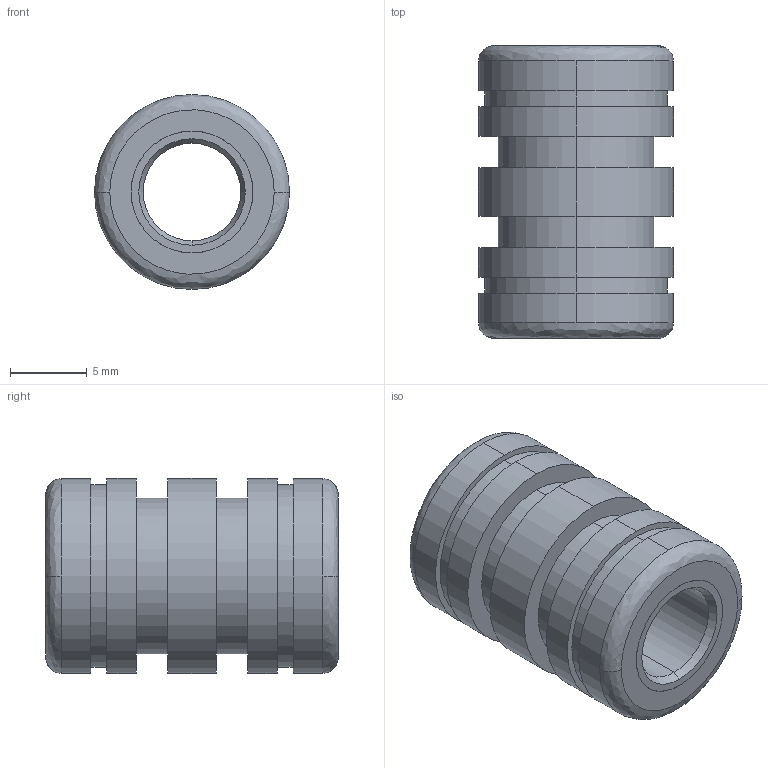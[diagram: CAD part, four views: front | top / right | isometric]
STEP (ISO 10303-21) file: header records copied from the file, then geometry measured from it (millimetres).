
FILE_DESCRIPTION (( 'STEP AP214' ), '1' );
FILE_NAME ('A-RJZI-01-04.step', '2017-11-29T20:24:42', ( '' ), ( '' ), 'SwSTEP 2.0', 'SolidWorks 2017', '' );
FILE_SCHEMA (( 'AUTOMOTIVE_DESIGN' ));
Length unit declared in the file: inch
Products named in the file (1): A-RJZI-01-04
Bounding box: 12.7 x 19.05 x 12.7 mm (x, y, z)
Volume: 1568.3 mm3; surface area: 2472.5 mm2
Topology: 3 solids, 3 shells, 54 faces, 112 edges, 72 vertices
Faces by surface type: cylinder 28, plane 14, cone 8, bspline 4
Entity records: 2600 total; most frequent: CARTESIAN_POINT 623, DIRECTION 282, ORIENTED_EDGE 224, AXIS2_PLACEMENT_3D 123, EDGE_CURVE 112, VERTEX_POINT 72, CIRCLE 72, EDGE_LOOP 68
